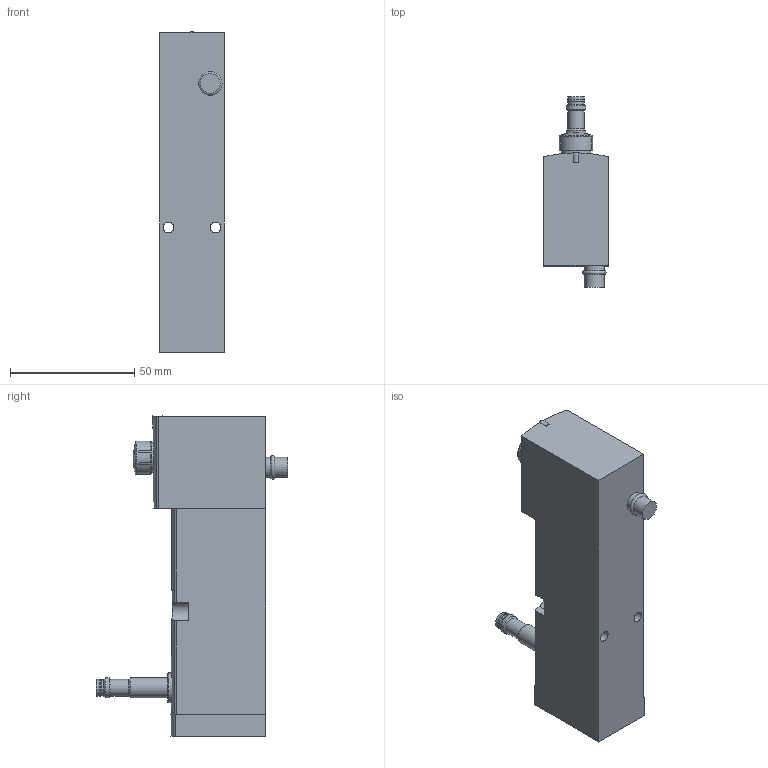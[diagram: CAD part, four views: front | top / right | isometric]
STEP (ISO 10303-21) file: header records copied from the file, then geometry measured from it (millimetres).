
FILE_DESCRIPTION(/* description */ ('STEP AP214'),/* implementation_level */ '2;1');
FILE_NAME(/* name */ '8033050_VSVA-B-M52-MZH-A1-1T1L-APP',/* time_stamp */ '2024-09-17T07:36:59+02:00',/* author */ ('License CC BY-ND 4.0'),/* organization */ ('CADENAS'),/* preprocessor_version */ 'ST-DEVELOPER v19.3',/* originating_system */ 'PARTsolutions',/* authorisation */ ' ');
FILE_SCHEMA (('AUTOMOTIVE_DESIGN {1 0 10303 214 3 1 1}'));
Length unit declared in the file: millimetre
Products named in the file (3): 8033050 VSVA-B-M52-MZH-A1-1T1L-APP; 8033050 VSVA-B-M52-MZH-A1-1T1L-APP---(part); 541010 VAMC-S6-CH
Assembly tree (2 placements, depth 2):
  8033050 VSVA-B-M52-MZH-A1-1T1L-APP
    8033050 VSVA-B-M52-MZH-A1-1T1L-APP---(part)
    541010 VAMC-S6-CH
Bounding box: 26.2 x 76.95 x 129.18 mm (x, y, z)
Volume: 132567.3 mm3; surface area: 22085.9 mm2
Topology: 2 solids, 2 shells, 160 faces, 420 edges, 273 vertices
Faces by surface type: plane 80, cylinder 57, cone 15, torus 5, sphere 3
Full cylindrical faces by diameter (mm): 1.2 x2, 4.3 x2, 6.5 x1, 6.773 x1, 6.9 x1, 8 x4, 11.8 x1, 12 x2, 13 x1, 13.4 x1
Entity records: 6029 total; most frequent: CARTESIAN_POINT 1008, DIRECTION 807, ORIENTED_EDGE 770, EDGE_CURVE 385, AXIS2_PLACEMENT_3D 307, VERTEX_POINT 267, EDGE_LOOP 206, FACE_BOUND 206
